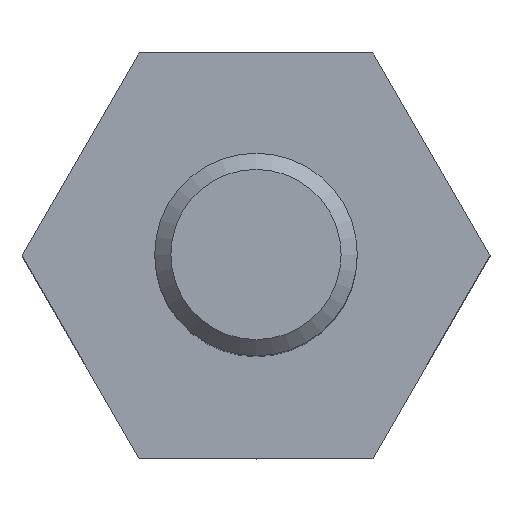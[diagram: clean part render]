
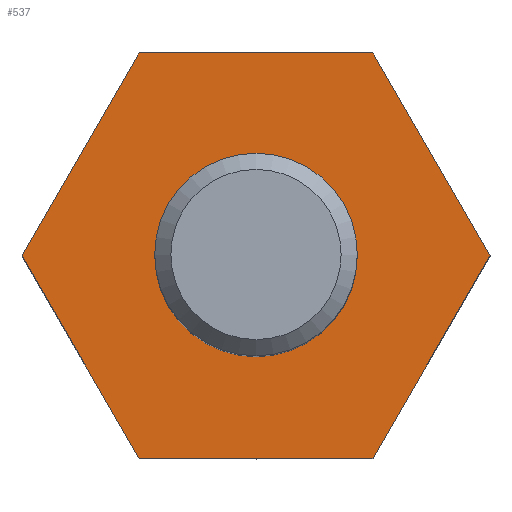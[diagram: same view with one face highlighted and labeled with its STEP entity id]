
A CAD part, top view. The second image highlights one B-rep face of the part: STEP entity #537.
In plain terms, the highlighted planar face has unit normal (0, 0, 1).
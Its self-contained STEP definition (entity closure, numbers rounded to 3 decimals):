
#32=CIRCLE('',#569,1.1);
#80=ORIENTED_EDGE('',*,*,#158,.T.);
#81=ORIENTED_EDGE('',*,*,#136,.T.);
#82=ORIENTED_EDGE('',*,*,#141,.T.);
#83=ORIENTED_EDGE('',*,*,#145,.T.);
#84=ORIENTED_EDGE('',*,*,#149,.T.);
#85=ORIENTED_EDGE('',*,*,#153,.T.);
#86=ORIENTED_EDGE('',*,*,#156,.T.);
#136=EDGE_CURVE('',#179,#178,#209,.T.);
#141=EDGE_CURVE('',#178,#183,#214,.T.);
#145=EDGE_CURVE('',#183,#186,#218,.T.);
#149=EDGE_CURVE('',#186,#189,#222,.T.);
#153=EDGE_CURVE('',#189,#192,#226,.T.);
#156=EDGE_CURVE('',#192,#179,#229,.T.);
#158=EDGE_CURVE('',#194,#194,#32,.F.);
#178=VERTEX_POINT('',#726);
#179=VERTEX_POINT('',#728);
#183=VERTEX_POINT('',#737);
#186=VERTEX_POINT('',#745);
#189=VERTEX_POINT('',#753);
#192=VERTEX_POINT('',#761);
#194=VERTEX_POINT('',#771);
#209=LINE('',#727,#233);
#214=LINE('',#738,#238);
#218=LINE('',#746,#242);
#222=LINE('',#754,#246);
#226=LINE('',#762,#250);
#229=LINE('',#767,#253);
#233=VECTOR('',#612,1000.);
#238=VECTOR('',#619,1000.);
#242=VECTOR('',#625,1000.);
#246=VECTOR('',#631,1000.);
#250=VECTOR('',#637,1000.);
#253=VECTOR('',#642,1000.);
#261=EDGE_LOOP('',(#80));
#262=EDGE_LOOP('',(#81,#82,#83,#84,#85,#86));
#299=FACE_BOUND('',#261,.T.);
#300=FACE_BOUND('',#262,.T.);
#338=PLANE('',#568);
#537=ADVANCED_FACE('',(#299,#300),#338,.T.);
#568=AXIS2_PLACEMENT_3D('',#769,#644,#645);
#569=AXIS2_PLACEMENT_3D('',#770,#646,#647);
#612=DIRECTION('',(-1.,0.,0.));
#619=DIRECTION('',(-0.5,-0.866,0.));
#625=DIRECTION('',(0.5,-0.866,0.));
#631=DIRECTION('',(1.,0.,0.));
#637=DIRECTION('',(0.5,0.866,0.));
#642=DIRECTION('',(-0.5,0.866,0.));
#644=DIRECTION('',(0.,0.,1.));
#645=DIRECTION('',(1.,0.,0.));
#646=DIRECTION('',(0.,0.,1.));
#647=DIRECTION('',(1.,0.,0.));
#726=CARTESIAN_POINT('',(-1.443,2.5,2.5));
#727=CARTESIAN_POINT('',(1.443,2.5,2.5));
#728=CARTESIAN_POINT('',(1.443,2.5,2.5));
#737=CARTESIAN_POINT('',(-2.887,0.,2.5));
#738=CARTESIAN_POINT('',(-1.443,2.5,2.5));
#745=CARTESIAN_POINT('',(-1.443,-2.5,2.5));
#746=CARTESIAN_POINT('',(-2.887,0.,2.5));
#753=CARTESIAN_POINT('',(1.443,-2.5,2.5));
#754=CARTESIAN_POINT('',(-1.443,-2.5,2.5));
#761=CARTESIAN_POINT('',(2.887,0.,2.5));
#762=CARTESIAN_POINT('',(1.443,-2.5,2.5));
#767=CARTESIAN_POINT('',(2.887,0.,2.5));
#769=CARTESIAN_POINT('',(0.,0.,2.5));
#770=CARTESIAN_POINT('',(0.,0.,2.5));
#771=CARTESIAN_POINT('',(1.1,0.,2.5));
